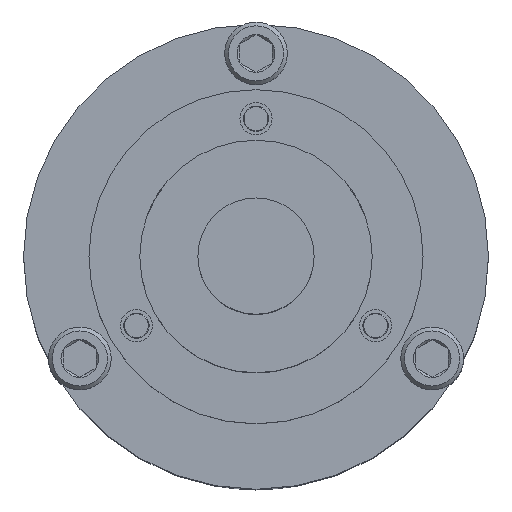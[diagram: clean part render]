
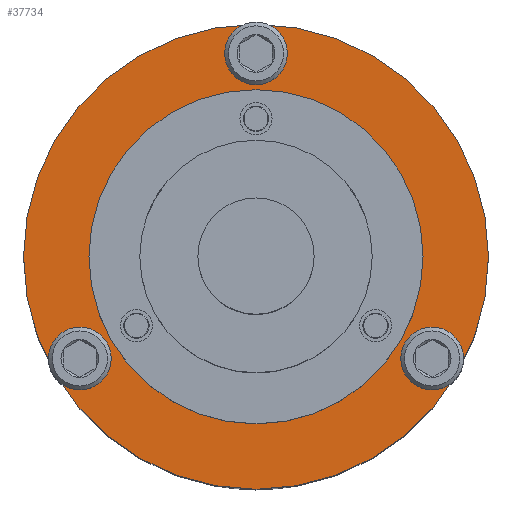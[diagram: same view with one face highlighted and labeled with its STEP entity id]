
A CAD part, top view. The second image highlights one B-rep face of the part: STEP entity #37734.
In plain terms, the highlighted planar face has unit normal (0, 0, 1).
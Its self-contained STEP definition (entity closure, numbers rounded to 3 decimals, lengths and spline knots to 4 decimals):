
#508=PLANE('',#40695);
#2701=FACE_BOUND('',#7277,.T.);
#2702=FACE_BOUND('',#7278,.T.);
#2703=FACE_BOUND('',#7279,.T.);
#2704=FACE_BOUND('',#7280,.T.);
#2705=FACE_BOUND('',#7281,.T.);
#2706=FACE_BOUND('',#7282,.T.);
#2707=FACE_BOUND('',#7283,.T.);
#3468=CIRCLE('',#40673,0.0447);
#3470=CIRCLE('',#40676,0.0748);
#3472=CIRCLE('',#40679,0.0748);
#3474=CIRCLE('',#40682,0.0885);
#3476=CIRCLE('',#40685,0.0885);
#3478=CIRCLE('',#40688,0.0748);
#3480=CIRCLE('',#40691,0.0885);
#3481=CIRCLE('',#40693,1.);
#4813=FACE_OUTER_BOUND('',#7276,.T.);
#7276=EDGE_LOOP('',(#27440));
#7277=EDGE_LOOP('',(#27441));
#7278=EDGE_LOOP('',(#27442));
#7279=EDGE_LOOP('',(#27443));
#7280=EDGE_LOOP('',(#27444));
#7281=EDGE_LOOP('',(#27445));
#7282=EDGE_LOOP('',(#27446));
#7283=EDGE_LOOP('',(#27447));
#18047=VERTEX_POINT('',#56640);
#18049=VERTEX_POINT('',#56646);
#18051=VERTEX_POINT('',#56652);
#18053=VERTEX_POINT('',#56658);
#18055=VERTEX_POINT('',#56664);
#18057=VERTEX_POINT('',#56670);
#18059=VERTEX_POINT('',#56676);
#18060=VERTEX_POINT('',#56680);
#21707=EDGE_CURVE('',#18047,#18047,#3468,.T.);
#21710=EDGE_CURVE('',#18049,#18049,#3470,.T.);
#21713=EDGE_CURVE('',#18051,#18051,#3472,.T.);
#21716=EDGE_CURVE('',#18053,#18053,#3474,.T.);
#21719=EDGE_CURVE('',#18055,#18055,#3476,.T.);
#21722=EDGE_CURVE('',#18057,#18057,#3478,.T.);
#21725=EDGE_CURVE('',#18059,#18059,#3480,.T.);
#21726=EDGE_CURVE('',#18060,#18060,#3481,.T.);
#27440=ORIENTED_EDGE('',*,*,#21726,.T.);
#27441=ORIENTED_EDGE('',*,*,#21707,.T.);
#27442=ORIENTED_EDGE('',*,*,#21710,.T.);
#27443=ORIENTED_EDGE('',*,*,#21713,.T.);
#27444=ORIENTED_EDGE('',*,*,#21716,.T.);
#27445=ORIENTED_EDGE('',*,*,#21719,.T.);
#27446=ORIENTED_EDGE('',*,*,#21722,.T.);
#27447=ORIENTED_EDGE('',*,*,#21725,.T.);
#37734=ADVANCED_FACE('',(#4813,#2701,#2702,#2703,#2704,#2705,#2706,#2707),
#508,.T.);
#40673=AXIS2_PLACEMENT_3D('',#56642,#45049,#45050);
#40676=AXIS2_PLACEMENT_3D('',#56648,#45056,#45057);
#40679=AXIS2_PLACEMENT_3D('',#56654,#45063,#45064);
#40682=AXIS2_PLACEMENT_3D('',#56660,#45070,#45071);
#40685=AXIS2_PLACEMENT_3D('',#56666,#45077,#45078);
#40688=AXIS2_PLACEMENT_3D('',#56672,#45084,#45085);
#40691=AXIS2_PLACEMENT_3D('',#56678,#45091,#45092);
#40693=AXIS2_PLACEMENT_3D('',#56681,#45095,#45096);
#40695=AXIS2_PLACEMENT_3D('',#56685,#45100,#45101);
#45049=DIRECTION('center_axis',(0.,0.,-1.));
#45050=DIRECTION('ref_axis',(-1.,0.,0.));
#45056=DIRECTION('center_axis',(0.,0.,-1.));
#45057=DIRECTION('ref_axis',(-1.,0.,0.));
#45063=DIRECTION('center_axis',(0.,0.,-1.));
#45064=DIRECTION('ref_axis',(-1.,0.,0.));
#45070=DIRECTION('center_axis',(0.,0.,-1.));
#45071=DIRECTION('ref_axis',(-1.,0.,0.));
#45077=DIRECTION('center_axis',(0.,0.,-1.));
#45078=DIRECTION('ref_axis',(-1.,0.,0.));
#45084=DIRECTION('center_axis',(0.,0.,-1.));
#45085=DIRECTION('ref_axis',(-1.,0.,0.));
#45091=DIRECTION('center_axis',(0.,0.,-1.));
#45092=DIRECTION('ref_axis',(-1.,0.,0.));
#45095=DIRECTION('center_axis',(0.,0.,1.));
#45096=DIRECTION('ref_axis',(1.,0.,0.));
#45100=DIRECTION('center_axis',(0.,0.,1.));
#45101=DIRECTION('ref_axis',(1.,0.,0.));
#56640=CARTESIAN_POINT('',(0.0447,0.,0.25));
#56642=CARTESIAN_POINT('Origin',(0.,0.,0.25));
#56646=CARTESIAN_POINT('',(0.589,-0.2969,0.25));
#56648=CARTESIAN_POINT('Origin',(0.5142,-0.2969,0.25));
#56652=CARTESIAN_POINT('',(-0.4395,-0.2969,0.25));
#56654=CARTESIAN_POINT('Origin',(-0.5142,-0.2969,0.25));
#56658=CARTESIAN_POINT('',(0.8463,-0.4375,0.25));
#56660=CARTESIAN_POINT('Origin',(0.7578,-0.4375,0.25));
#56664=CARTESIAN_POINT('',(-0.6693,-0.4375,0.25));
#56666=CARTESIAN_POINT('Origin',(-0.7578,-0.4375,0.25));
#56670=CARTESIAN_POINT('',(0.0748,0.5938,0.25));
#56672=CARTESIAN_POINT('Origin',(0.,0.5938,0.25));
#56676=CARTESIAN_POINT('',(0.0885,0.875,0.25));
#56678=CARTESIAN_POINT('Origin',(0.,0.875,0.25));
#56680=CARTESIAN_POINT('',(-1.,0.,0.25));
#56681=CARTESIAN_POINT('Origin',(0.,0.,0.25));
#56685=CARTESIAN_POINT('Origin',(0.,0.,0.25));
